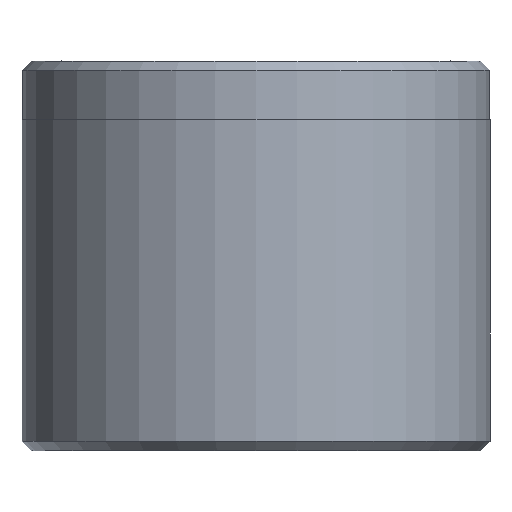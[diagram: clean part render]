
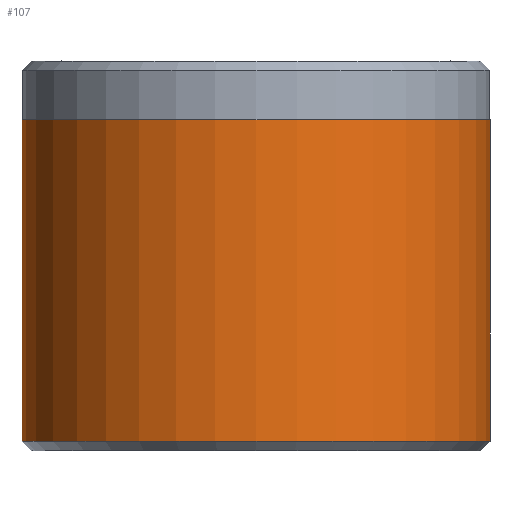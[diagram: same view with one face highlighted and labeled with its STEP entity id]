
A CAD part, front view. The second image highlights one B-rep face of the part: STEP entity #107.
In plain terms, the highlighted cylindrical face has radius 12 mm (diameter 24 mm), a partial arc.
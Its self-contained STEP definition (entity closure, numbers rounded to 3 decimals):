
#39 = AXIS2_PLACEMENT_3D ( 'NONE', #1429, #1431, #1432 ) ;
#107 = ADVANCED_FACE ( 'NONE', ( #904 ), #900, .T. ) ;
#134 = AXIS2_PLACEMENT_3D ( 'NONE', #270, #279, #253 ) ;
#240 = CARTESIAN_POINT ( 'NONE',  ( -12., 0., 17. ) ) ;
#253 = DIRECTION ( 'NONE',  ( -1., 0., 0. ) ) ;
#270 = CARTESIAN_POINT ( 'NONE',  ( 0., 0., 20. ) ) ;
#279 = DIRECTION ( 'NONE',  ( 0., 0., -1. ) ) ;
#489 = CIRCLE ( 'NONE', #1871, 12. ) ;
#498 = CIRCLE ( 'NONE', #39, 12. ) ;
#527 = LINE ( 'NONE', #1348, #529 ) ;
#529 = VECTOR ( 'NONE', #1361, 1000. ) ;
#536 = LINE ( 'NONE', #1309, #580 ) ;
#580 = VECTOR ( 'NONE', #1301, 1000. ) ;
#900 = CYLINDRICAL_SURFACE ( 'NONE', #134, 12. ) ;
#904 = FACE_OUTER_BOUND ( 'NONE', #1745, .T. ) ;
#987 = ORIENTED_EDGE ( 'NONE', *, *, #1176, .T. ) ;
#992 = ORIENTED_EDGE ( 'NONE', *, *, #1132, .T. ) ;
#1088 = EDGE_CURVE ( 'NONE', #1549, #1494, #536, .T. ) ;
#1132 = EDGE_CURVE ( 'NONE', #1716, #1538, #527, .T. ) ;
#1138 = ORIENTED_EDGE ( 'NONE', *, *, #1088, .F. ) ;
#1160 = EDGE_CURVE ( 'NONE', #1716, #1549, #498, .T. ) ;
#1176 = EDGE_CURVE ( 'NONE', #1538, #1494, #489, .T. ) ;
#1203 = ORIENTED_EDGE ( 'NONE', *, *, #1160, .F. ) ;
#1301 = DIRECTION ( 'NONE',  ( 0., 0., -1. ) ) ;
#1309 = CARTESIAN_POINT ( 'NONE',  ( 12., 0., 20. ) ) ;
#1348 = CARTESIAN_POINT ( 'NONE',  ( -12., 0., 20. ) ) ;
#1361 = DIRECTION ( 'NONE',  ( 0., 0., -1. ) ) ;
#1429 = CARTESIAN_POINT ( 'NONE',  ( 0., 0., 17. ) ) ;
#1431 = DIRECTION ( 'NONE',  ( 0., 0., 1. ) ) ;
#1432 = DIRECTION ( 'NONE',  ( 1., 0., 0. ) ) ;
#1452 = DIRECTION ( 'NONE',  ( 0., 0., 1. ) ) ;
#1455 = DIRECTION ( 'NONE',  ( 1., 0., 0. ) ) ;
#1494 = VERTEX_POINT ( 'NONE', #1953 ) ;
#1534 = CARTESIAN_POINT ( 'NONE',  ( 0., 0., 0.5 ) ) ;
#1538 = VERTEX_POINT ( 'NONE', #1982 ) ;
#1549 = VERTEX_POINT ( 'NONE', #2004 ) ;
#1716 = VERTEX_POINT ( 'NONE', #240 ) ;
#1745 = EDGE_LOOP ( 'NONE', ( #1138, #1203, #992, #987 ) ) ;
#1871 = AXIS2_PLACEMENT_3D ( 'NONE', #1534, #1452, #1455 ) ;
#1953 = CARTESIAN_POINT ( 'NONE',  ( 12., 0., 0.5 ) ) ;
#1982 = CARTESIAN_POINT ( 'NONE',  ( -12., 0., 0.5 ) ) ;
#2004 = CARTESIAN_POINT ( 'NONE',  ( 12., 0., 17. ) ) ;
